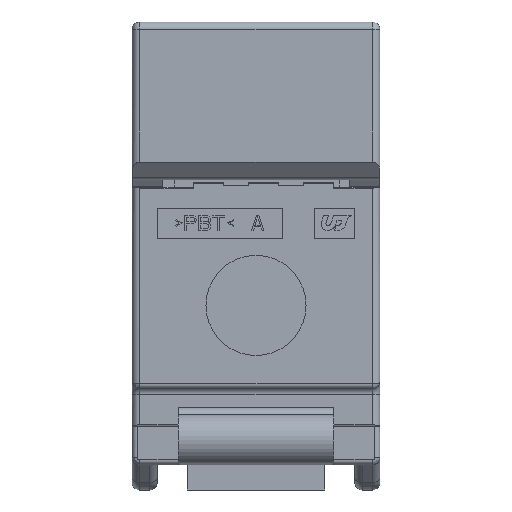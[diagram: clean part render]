
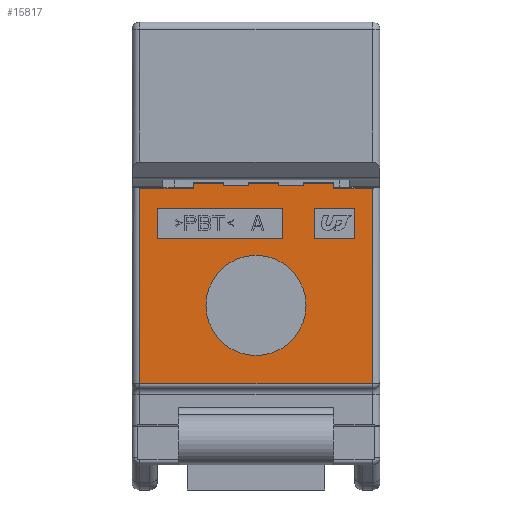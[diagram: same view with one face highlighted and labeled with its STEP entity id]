
A CAD part, front view. The second image highlights one B-rep face of the part: STEP entity #15817.
In plain terms, the highlighted planar face has unit normal (0, -1, 0).
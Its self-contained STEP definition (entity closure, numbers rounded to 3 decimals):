
#4675=CARTESIAN_POINT('',(4.65,-2.15,-6.65));
#4682=DIRECTION('',(1.,0.,0.));
#4683=VECTOR('',#4682,5.);
#4684=CARTESIAN_POINT('',(-3.95,-2.15,-8.636));
#4685=LINE('',#4684,#4683);
#4686=DIRECTION('',(0.,0.,1.));
#4687=VECTOR('',#4686,1.2);
#4688=CARTESIAN_POINT('',(1.05,-2.15,-8.636));
#4689=LINE('',#4688,#4687);
#4690=DIRECTION('',(-1.,0.,0.));
#4691=VECTOR('',#4690,5.);
#4692=CARTESIAN_POINT('',(1.05,-2.15,-7.436));
#4693=LINE('',#4692,#4691);
#4694=DIRECTION('',(0.,0.,-1.));
#4695=VECTOR('',#4694,1.2);
#4696=CARTESIAN_POINT('',(-3.95,-2.15,-7.436));
#4697=LINE('',#4696,#4695);
#4698=DIRECTION('',(1.,0.,0.));
#4699=VECTOR('',#4698,1.6);
#4700=CARTESIAN_POINT('',(2.35,-2.15,-8.635));
#4701=LINE('',#4700,#4699);
#4702=DIRECTION('',(0.,0.,1.));
#4703=VECTOR('',#4702,1.2);
#4704=CARTESIAN_POINT('',(3.95,-2.15,-8.635));
#4705=LINE('',#4704,#4703);
#4706=DIRECTION('',(-1.,0.,0.));
#4707=VECTOR('',#4706,1.6);
#4708=CARTESIAN_POINT('',(3.95,-2.15,-7.435));
#4709=LINE('',#4708,#4707);
#4710=DIRECTION('',(0.,0.,-1.));
#4711=VECTOR('',#4710,1.2);
#4712=CARTESIAN_POINT('',(2.35,-2.15,-7.435));
#4713=LINE('',#4712,#4711);
#5090=DIRECTION('',(-1.,0.,0.));
#5091=VECTOR('',#5090,1.2);
#5092=CARTESIAN_POINT('',(3.1,-2.15,-6.45));
#5093=LINE('',#5092,#5091);
#5094=DIRECTION('',(-1.,0.,0.));
#5095=VECTOR('',#5094,1.55);
#5096=CARTESIAN_POINT('',(4.65,-2.15,-6.65));
#5097=LINE('',#5096,#5095);
#5098=DIRECTION('',(0.,0.,-1.));
#5099=VECTOR('',#5098,7.813);
#5100=CARTESIAN_POINT('',(4.65,-2.15,-6.65));
#5101=LINE('',#5100,#5099);
#5102=DIRECTION('',(1.,0.,0.));
#5103=VECTOR('',#5102,9.3);
#5104=CARTESIAN_POINT('',(-4.65,-2.15,
-14.463));
#5105=LINE('',#5104,#5103);
#5106=DIRECTION('',(0.,0.,1.));
#5107=VECTOR('',#5106,7.813);
#5108=CARTESIAN_POINT('',(-4.65,-2.15,
-14.463));
#5109=LINE('',#5108,#5107);
#5110=DIRECTION('',(-1.,0.,0.));
#5111=VECTOR('',#5110,2.15);
#5112=CARTESIAN_POINT('',(-2.5,-2.15,-6.65));
#5113=LINE('',#5112,#5111);
#5114=DIRECTION('',(-1.,0.,0.));
#5115=VECTOR('',#5114,1.2);
#5116=CARTESIAN_POINT('',(-1.3,-2.15,-6.45));
#5117=LINE('',#5116,#5115);
#5118=DIRECTION('',(-1.,0.,0.));
#5119=VECTOR('',#5118,1.);
#5120=CARTESIAN_POINT('',(-0.3,-2.15,-6.55));
#5121=LINE('',#5120,#5119);
#5122=DIRECTION('',(-1.,0.,0.));
#5123=VECTOR('',#5122,1.2);
#5124=CARTESIAN_POINT('',(0.9,-2.15,-6.45));
#5125=LINE('',#5124,#5123);
#5126=DIRECTION('',(-1.,0.,0.));
#5127=VECTOR('',#5126,1.);
#5128=CARTESIAN_POINT('',(1.9,-2.15,-6.55));
#5129=LINE('',#5128,#5127);
#5130=CARTESIAN_POINT('',(0.,-2.15,-11.325));
#5131=DIRECTION('',(0.,-1.,0.));
#5132=DIRECTION('',(1.,0.,0.));
#5133=AXIS2_PLACEMENT_3D('',#5130,#5131,#5132);
#5135=CARTESIAN_POINT('',(0.,-2.15,-11.325));
#5136=DIRECTION('',(0.,-1.,0.));
#5137=DIRECTION('',(-1.,0.,0.));
#5138=AXIS2_PLACEMENT_3D('',#5135,#5136,#5137);
#6385=DIRECTION('',(0.,0.,1.));
#6386=VECTOR('',#6385,0.1);
#6387=CARTESIAN_POINT('',(1.9,-2.15,-6.55));
#6388=LINE('',#6387,#6386);
#6405=DIRECTION('',(0.,0.,1.));
#6406=VECTOR('',#6405,0.2);
#6407=CARTESIAN_POINT('',(3.1,-2.15,-6.65));
#6408=LINE('',#6407,#6406);
#6455=DIRECTION('',(0.,0.,1.));
#6456=VECTOR('',#6455,0.1);
#6457=CARTESIAN_POINT('',(-0.3,-2.15,-6.55));
#6458=LINE('',#6457,#6456);
#6471=DIRECTION('',(0.,0.,-1.));
#6472=VECTOR('',#6471,0.1);
#6473=CARTESIAN_POINT('',(0.9,-2.15,-6.45));
#6474=LINE('',#6473,#6472);
#6488=DIRECTION('',(0.,0.,-1.));
#6489=VECTOR('',#6488,0.1);
#6490=CARTESIAN_POINT('',(-1.3,-2.15,-6.45));
#6491=LINE('',#6490,#6489);
#6514=DIRECTION('',(0.,0.,-1.));
#6515=VECTOR('',#6514,0.2);
#6516=CARTESIAN_POINT('',(-2.5,-2.15,-6.45));
#6517=LINE('',#6516,#6515);
#6531=CARTESIAN_POINT('',(-4.65,-2.15,-6.65));
#7391=CARTESIAN_POINT('',(2.,-2.15,-11.325));
#7392=CARTESIAN_POINT('',(-2.,-2.15,-11.325));
#7393=VERTEX_POINT('',#7391);
#7394=VERTEX_POINT('',#7392);
#7421=CARTESIAN_POINT('',(1.9,-2.15,-6.55));
#7422=CARTESIAN_POINT('',(0.9,-2.15,-6.55));
#7423=VERTEX_POINT('',#7421);
#7424=VERTEX_POINT('',#7422);
#7425=CARTESIAN_POINT('',(-0.3,-2.15,-6.55));
#7426=CARTESIAN_POINT('',(-1.3,-2.15,-6.55));
#7427=VERTEX_POINT('',#7425);
#7428=VERTEX_POINT('',#7426);
#7657=CARTESIAN_POINT('',(-3.95,-2.15,-8.636));
#7658=CARTESIAN_POINT('',(1.05,-2.15,-8.636));
#7659=VERTEX_POINT('',#7657);
#7660=VERTEX_POINT('',#7658);
#7661=CARTESIAN_POINT('',(1.05,-2.15,-7.436));
#7662=VERTEX_POINT('',#7661);
#7663=CARTESIAN_POINT('',(-3.95,-2.15,-7.436));
#7664=VERTEX_POINT('',#7663);
#7665=CARTESIAN_POINT('',(2.35,-2.15,-8.635));
#7666=CARTESIAN_POINT('',(3.95,-2.15,-8.635));
#7667=VERTEX_POINT('',#7665);
#7668=VERTEX_POINT('',#7666);
#7669=CARTESIAN_POINT('',(3.95,-2.15,-7.435));
#7670=VERTEX_POINT('',#7669);
#7671=CARTESIAN_POINT('',(2.35,-2.15,-7.435));
#7672=VERTEX_POINT('',#7671);
#8126=CARTESIAN_POINT('',(-4.65,-2.15,
-14.463));
#8127=CARTESIAN_POINT('',(4.65,-2.15,
-14.463));
#8128=VERTEX_POINT('',#8126);
#8129=VERTEX_POINT('',#8127);
#8678=CARTESIAN_POINT('',(1.9,-2.15,-6.45));
#8680=VERTEX_POINT('',#8678);
#8684=CARTESIAN_POINT('',(3.1,-2.15,-6.45));
#8685=VERTEX_POINT('',#8684);
#8686=CARTESIAN_POINT('',(-0.3,-2.15,-6.45));
#8688=VERTEX_POINT('',#8686);
#8692=CARTESIAN_POINT('',(0.9,-2.15,-6.45));
#8693=VERTEX_POINT('',#8692);
#8694=CARTESIAN_POINT('',(-2.5,-2.15,-6.45));
#8696=VERTEX_POINT('',#8694);
#8700=CARTESIAN_POINT('',(-1.3,-2.15,-6.45));
#8701=VERTEX_POINT('',#8700);
#8702=VERTEX_POINT('',#6531);
#8706=CARTESIAN_POINT('',(-2.5,-2.15,-6.65));
#8707=VERTEX_POINT('',#8706);
#8712=VERTEX_POINT('',#4675);
#8713=CARTESIAN_POINT('',(3.1,-2.15,-6.65));
#8714=VERTEX_POINT('',#8713);
#15754=CARTESIAN_POINT('',(4.95,-2.15,-6.55));
#15755=DIRECTION('',(0.,-1.,0.));
#15756=DIRECTION('',(0.,0.,-1.));
#15757=AXIS2_PLACEMENT_3D('',#15754,#15755,#15756);
#15758=PLANE('',#15757);
#15760=ORIENTED_EDGE('',*,*,#15759,.F.);
#15762=ORIENTED_EDGE('',*,*,#15761,.F.);
#15763=ORIENTED_EDGE('',*,*,#15503,.F.);
#15764=ORIENTED_EDGE('',*,*,#15491,.T.);
#15766=ORIENTED_EDGE('',*,*,#15765,.F.);
#15768=ORIENTED_EDGE('',*,*,#15767,.T.);
#15770=ORIENTED_EDGE('',*,*,#15769,.F.);
#15772=ORIENTED_EDGE('',*,*,#15771,.F.);
#15774=ORIENTED_EDGE('',*,*,#15773,.F.);
#15776=ORIENTED_EDGE('',*,*,#15775,.T.);
#15778=ORIENTED_EDGE('',*,*,#15777,.F.);
#15780=ORIENTED_EDGE('',*,*,#15779,.T.);
#15782=ORIENTED_EDGE('',*,*,#15781,.F.);
#15784=ORIENTED_EDGE('',*,*,#15783,.T.);
#15786=ORIENTED_EDGE('',*,*,#15785,.F.);
#15788=ORIENTED_EDGE('',*,*,#15787,.T.);
#15789=EDGE_LOOP('',(#15760,#15762,#15763,#15764,#15766,#15768,#15770,#15772,
#15774,#15776,#15778,#15780,#15782,#15784,#15786,#15788));
#15790=FACE_OUTER_BOUND('',#15789,.F.);
#15792=ORIENTED_EDGE('',*,*,#15791,.T.);
#15794=ORIENTED_EDGE('',*,*,#15793,.T.);
#15796=ORIENTED_EDGE('',*,*,#15795,.T.);
#15798=ORIENTED_EDGE('',*,*,#15797,.T.);
#15799=EDGE_LOOP('',(#15792,#15794,#15796,#15798));
#15800=FACE_BOUND('',#15799,.F.);
#15802=ORIENTED_EDGE('',*,*,#15801,.T.);
#15804=ORIENTED_EDGE('',*,*,#15803,.T.);
#15806=ORIENTED_EDGE('',*,*,#15805,.T.);
#15808=ORIENTED_EDGE('',*,*,#15807,.T.);
#15809=EDGE_LOOP('',(#15802,#15804,#15806,#15808));
#15810=FACE_BOUND('',#15809,.F.);
#15812=ORIENTED_EDGE('',*,*,#15811,.T.);
#15814=ORIENTED_EDGE('',*,*,#15813,.T.);
#15815=EDGE_LOOP('',(#15812,#15814));
#15816=FACE_BOUND('',#15815,.F.);
#15817=ADVANCED_FACE('',(#15790,#15800,#15810,#15816),#15758,.T.);
#5134=CIRCLE('',#5133,2.);
#5139=CIRCLE('',#5138,2.);
#15491=EDGE_CURVE('',#8712,#8129,#5101,.T.);
#15503=EDGE_CURVE('',#8712,#8714,#5097,.T.);
#15759=EDGE_CURVE('',#8685,#8680,#5093,.T.);
#15761=EDGE_CURVE('',#8714,#8685,#6408,.T.);
#15765=EDGE_CURVE('',#8128,#8129,#5105,.T.);
#15767=EDGE_CURVE('',#8128,#8702,#5109,.T.);
#15769=EDGE_CURVE('',#8707,#8702,#5113,.T.);
#15771=EDGE_CURVE('',#8696,#8707,#6517,.T.);
#15773=EDGE_CURVE('',#8701,#8696,#5117,.T.);
#15775=EDGE_CURVE('',#8701,#7428,#6491,.T.);
#15777=EDGE_CURVE('',#7427,#7428,#5121,.T.);
#15779=EDGE_CURVE('',#7427,#8688,#6458,.T.);
#15781=EDGE_CURVE('',#8693,#8688,#5125,.T.);
#15783=EDGE_CURVE('',#8693,#7424,#6474,.T.);
#15785=EDGE_CURVE('',#7423,#7424,#5129,.T.);
#15787=EDGE_CURVE('',#7423,#8680,#6388,.T.);
#15791=EDGE_CURVE('',#7659,#7660,#4685,.T.);
#15793=EDGE_CURVE('',#7660,#7662,#4689,.T.);
#15795=EDGE_CURVE('',#7662,#7664,#4693,.T.);
#15797=EDGE_CURVE('',#7664,#7659,#4697,.T.);
#15801=EDGE_CURVE('',#7667,#7668,#4701,.T.);
#15803=EDGE_CURVE('',#7668,#7670,#4705,.T.);
#15805=EDGE_CURVE('',#7670,#7672,#4709,.T.);
#15807=EDGE_CURVE('',#7672,#7667,#4713,.T.);
#15811=EDGE_CURVE('',#7393,#7394,#5134,.T.);
#15813=EDGE_CURVE('',#7394,#7393,#5139,.T.);
